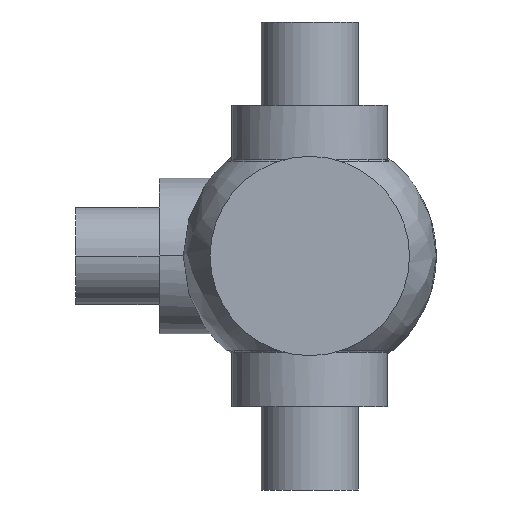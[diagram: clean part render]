
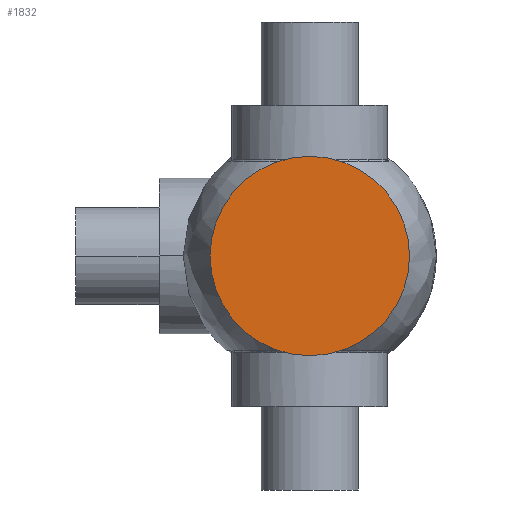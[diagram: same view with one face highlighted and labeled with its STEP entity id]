
A CAD part, front view. The second image highlights one B-rep face of the part: STEP entity #1832.
In plain terms, the highlighted planar face has unit normal (0, -1, 0).
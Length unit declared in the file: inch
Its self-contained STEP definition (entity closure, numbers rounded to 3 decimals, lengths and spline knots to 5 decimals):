
#55 = CIRCLE ( 'NONE', #1227, 2.5625 ) ;
#611 = DIRECTION ( 'NONE',  ( 0., 0., 1. ) ) ;
#858 = VERTEX_POINT ( 'NONE', #955 ) ;
#874 = PLANE ( 'NONE',  #2819 ) ;
#955 = CARTESIAN_POINT ( 'NONE',  ( 0., -10.257, -2.5625 ) ) ;
#964 = CARTESIAN_POINT ( 'NONE',  ( 0., -10.257, 0. ) ) ;
#974 = DIRECTION ( 'NONE',  ( 0., 1., 0. ) ) ;
#1227 = AXIS2_PLACEMENT_3D ( 'NONE', #2579, #974, #2828 ) ;
#1251 = DIRECTION ( 'NONE',  ( 0., 0., 1. ) ) ;
#1265 = CIRCLE ( 'NONE', #3218, 2.5625 ) ;
#1699 = CARTESIAN_POINT ( 'NONE',  ( 0., -10.257, 0. ) ) ;
#1832 = ADVANCED_FACE ( 'NONE', ( #2711 ), #874, .F. ) ;
#1979 = CARTESIAN_POINT ( 'NONE',  ( 0., -10.257, 2.5625 ) ) ;
#1982 = ORIENTED_EDGE ( 'NONE', *, *, #3235, .F. ) ;
#2199 = EDGE_LOOP ( 'NONE', ( #1982, #2518 ) ) ;
#2239 = DIRECTION ( 'NONE',  ( 0., 1., 0. ) ) ;
#2518 = ORIENTED_EDGE ( 'NONE', *, *, #3081, .F. ) ;
#2579 = CARTESIAN_POINT ( 'NONE',  ( 0., -10.257, 0. ) ) ;
#2711 = FACE_OUTER_BOUND ( 'NONE', #2199, .T. ) ;
#2818 = DIRECTION ( 'NONE',  ( 0., 1., 0. ) ) ;
#2819 = AXIS2_PLACEMENT_3D ( 'NONE', #1699, #2239, #611 ) ;
#2828 = DIRECTION ( 'NONE',  ( 0., 0., 1. ) ) ;
#3081 = EDGE_CURVE ( 'NONE', #858, #3311, #55, .T. ) ;
#3218 = AXIS2_PLACEMENT_3D ( 'NONE', #964, #2818, #1251 ) ;
#3235 = EDGE_CURVE ( 'NONE', #3311, #858, #1265, .T. ) ;
#3311 = VERTEX_POINT ( 'NONE', #1979 ) ;
